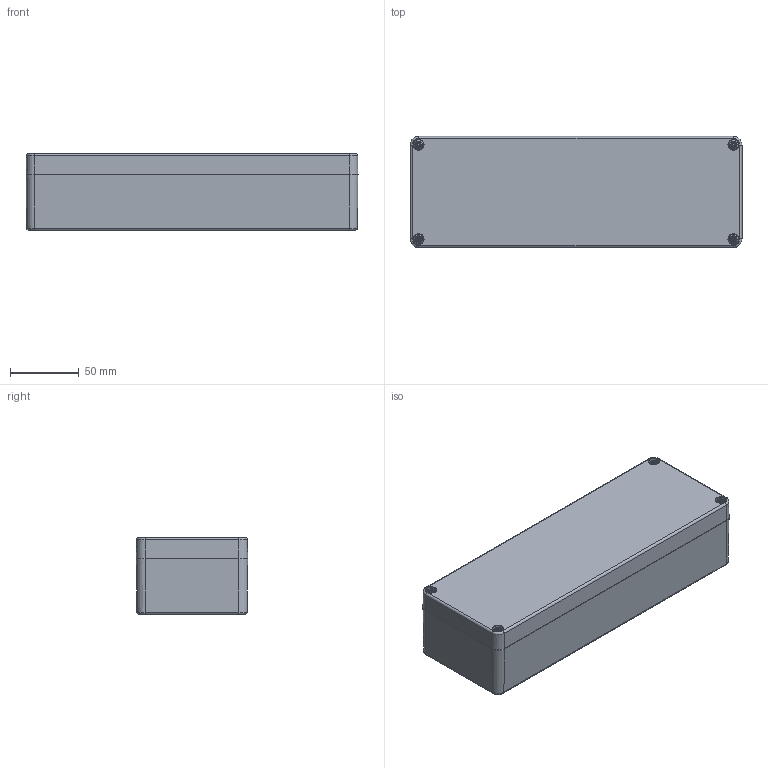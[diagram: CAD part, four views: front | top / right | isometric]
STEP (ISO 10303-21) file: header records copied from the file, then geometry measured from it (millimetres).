
FILE_DESCRIPTION(/* description */ (''),/* implementation_level */ '2;1');
FILE_NAME(/* name */ '0401107510-MBT_248055_VE.stp',/* time_stamp */ '2018-08-30T13:01:07+02:00',/* author */ ('robin.rentz'),/* organization */ (''),/* preprocessor_version */ 'ST-DEVELOPER v17',/* originating_system */ 'Autodesk Inventor 2019',/* authorisation */ '');
FILE_SCHEMA (('CONFIG_CONTROL_DESIGN'));
Length unit declared in the file: millimetre
Products named in the file (6): 0401107510-MBT_248055_VE; 2001101511-UT-MBT_248040_VE; 0401107501-OT-MBT_248015 - n.W._VE; 1990000018 Schraube BM4x24_11; 1990000007 M4 Gewindebuchse; xxx--Ring--OT--MBM-MBT_248015 - n.W.
Assembly tree (11 placements, depth 2):
  0401107510-MBT_248055_VE
    2001101511-UT-MBT_248040_VE
    0401107501-OT-MBT_248015 - n.W._VE
    1990000018 Schraube BM4x24_11  x4
    1990000007 M4 Gewindebuchse  x4
    xxx--Ring--OT--MBM-MBT_248015 - n.W.
Bounding box: 240.99 x 80.99 x 55.5 mm (x, y, z)
Volume: 254599.5 mm3; surface area: 167867.2 mm2
Topology: 11 solids, 11 shells, 1941 faces, 4676 edges, 2782 vertices
Faces by surface type: plane 599, cylinder 464, cone 444, torus 386, bspline 44, sphere 4
Full cylindrical faces by diameter (mm): 3.242 x4, 3.3 x4, 4 x4, 4.4 x4, 4.5 x4, 6.8 x4
Entity records: 34116 total; most frequent: CARTESIAN_POINT 7649, DIRECTION 6126, ORIENTED_EDGE 5258, EDGE_CURVE 2629, AXIS2_PLACEMENT_3D 2612, VERTEX_POINT 1555, CIRCLE 1479, EDGE_LOOP 1200
